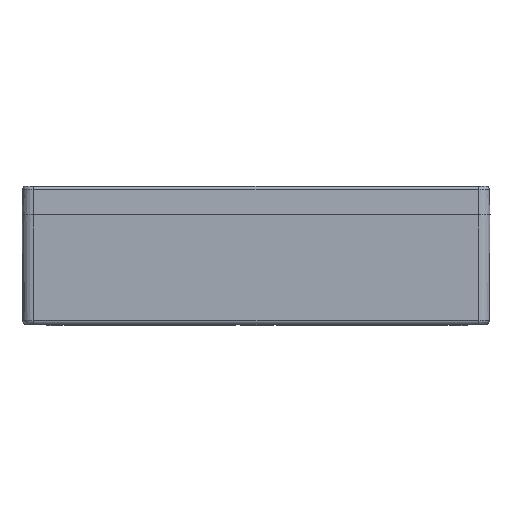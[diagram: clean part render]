
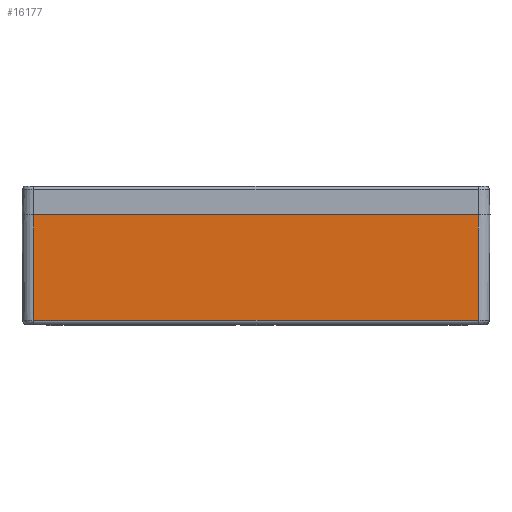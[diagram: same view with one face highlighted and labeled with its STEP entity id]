
A CAD part, left-side view. The second image highlights one B-rep face of the part: STEP entity #16177.
In plain terms, the highlighted planar face has unit normal (-1, 0, -0.005).
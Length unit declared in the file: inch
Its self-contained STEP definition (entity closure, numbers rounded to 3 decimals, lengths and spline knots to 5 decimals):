
#626 = EDGE_CURVE ( 'NONE', #5405, #33190, #17095, .T. ) ;
#1445 = LINE ( 'NONE', #30005, #36941 ) ;
#1766 = PLANE ( 'NONE',  #13402 ) ;
#5405 = VERTEX_POINT ( 'NONE', #6863 ) ;
#6863 = CARTESIAN_POINT ( 'NONE',  ( -7.85461, -7.5787, 0.15655 ) ) ;
#8496 = VECTOR ( 'NONE', #30862, 39.37008 ) ;
#8993 = VERTEX_POINT ( 'NONE', #12095 ) ;
#9684 = LINE ( 'NONE', #21451, #26343 ) ;
#11965 = LINE ( 'NONE', #39918, #37198 ) ;
#12095 = CARTESIAN_POINT ( 'NONE',  ( -7.85461, 7.5787, 0.15655 ) ) ;
#13402 = AXIS2_PLACEMENT_3D ( 'NONE', #15127, #43106, #18568 ) ;
#15127 = CARTESIAN_POINT ( 'NONE',  ( -7.874, 7.5787, 3.7401 ) ) ;
#16032 = EDGE_CURVE ( 'NONE', #8993, #37411, #9684, .T. ) ;
#16177 = ADVANCED_FACE ( 'NONE', ( #39721 ), #1766, .T. ) ;
#16325 = EDGE_CURVE ( 'NONE', #33190, #37411, #11965, .T. ) ;
#16818 = CARTESIAN_POINT ( 'NONE',  ( -7.874, 7.5787, 3.7401 ) ) ;
#17095 = LINE ( 'NONE', #27237, #8496 ) ;
#18568 = DIRECTION ( 'NONE',  ( 0.005, 0., -1. ) ) ;
#20999 = ORIENTED_EDGE ( 'NONE', *, *, #16325, .T. ) ;
#21451 = CARTESIAN_POINT ( 'NONE',  ( -7.874, 7.5787, 3.7401 ) ) ;
#26343 = VECTOR ( 'NONE', #35160, 39.37008 ) ;
#26391 = DIRECTION ( 'NONE',  ( 0., 1., 0. ) ) ;
#27237 = CARTESIAN_POINT ( 'NONE',  ( -7.874, -7.5787, 3.7401 ) ) ;
#28200 = CARTESIAN_POINT ( 'NONE',  ( -7.874, -7.5787, 3.7401 ) ) ;
#29329 = EDGE_LOOP ( 'NONE', ( #20999, #36871, #36727, #40684 ) ) ;
#30005 = CARTESIAN_POINT ( 'NONE',  ( -7.85461, 3.78935, 0.15655 ) ) ;
#30862 = DIRECTION ( 'NONE',  ( -0.005, 0., 1. ) ) ;
#33190 = VERTEX_POINT ( 'NONE', #28200 ) ;
#33338 = DIRECTION ( 'NONE',  ( 0., 1., 0. ) ) ;
#35160 = DIRECTION ( 'NONE',  ( -0.005, 0., 1. ) ) ;
#36727 = ORIENTED_EDGE ( 'NONE', *, *, #40909, .F. ) ;
#36871 = ORIENTED_EDGE ( 'NONE', *, *, #16032, .F. ) ;
#36941 = VECTOR ( 'NONE', #26391, 39.37008 ) ;
#37198 = VECTOR ( 'NONE', #33338, 39.37008 ) ;
#37411 = VERTEX_POINT ( 'NONE', #16818 ) ;
#39721 = FACE_OUTER_BOUND ( 'NONE', #29329, .T. ) ;
#39918 = CARTESIAN_POINT ( 'NONE',  ( -7.874, 7.5787, 3.7401 ) ) ;
#40684 = ORIENTED_EDGE ( 'NONE', *, *, #626, .T. ) ;
#40909 = EDGE_CURVE ( 'NONE', #5405, #8993, #1445, .T. ) ;
#43106 = DIRECTION ( 'NONE',  ( -1., 0., -0.005 ) ) ;
